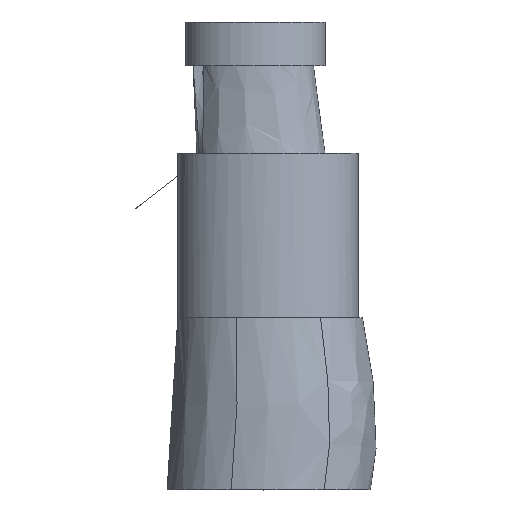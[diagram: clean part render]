
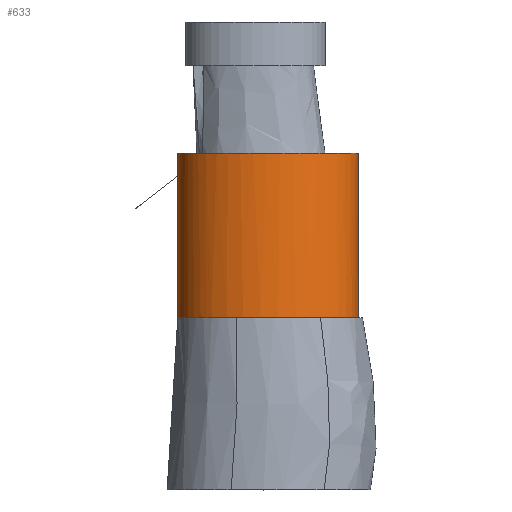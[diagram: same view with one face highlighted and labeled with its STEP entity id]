
A CAD part, top view. The second image highlights one B-rep face of the part: STEP entity #633.
In plain terms, the highlighted free-form (B-spline) face has degree [3, 1] with [19, 2] control points.
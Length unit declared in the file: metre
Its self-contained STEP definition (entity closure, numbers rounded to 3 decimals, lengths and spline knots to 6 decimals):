
#20=ELLIPSE('',#685,0.05268,0.038152);
#21=ELLIPSE('',#687,0.05268,0.038152);
#22=ELLIPSE('',#689,0.05268,0.038152);
#23=ELLIPSE('',#690,0.05268,0.038152);
#232=ORIENTED_EDGE('',*,*,#343,.F.);
#233=ORIENTED_EDGE('',*,*,#344,.T.);
#234=ORIENTED_EDGE('',*,*,#341,.T.);
#235=ORIENTED_EDGE('',*,*,#342,.T.);
#341=EDGE_CURVE('',#399,#380,#20,.T.);
#342=EDGE_CURVE('',#380,#379,#21,.T.);
#343=EDGE_CURVE('',#404,#404,#22,.T.);
#344=EDGE_CURVE('',#379,#399,#23,.T.);
#379=VERTEX_POINT('',#1869);
#380=VERTEX_POINT('',#1878);
#399=VERTEX_POINT('',#2379);
#404=VERTEX_POINT('',#2516);
#512=EDGE_LOOP('',(#232));
#513=EDGE_LOOP('',(#233,#234,#235));
#561=FACE_BOUND('',#512,.T.);
#562=FACE_BOUND('',#513,.T.);
#595=B_SPLINE_SURFACE_WITH_KNOTS('',3,1,((#2517,#2518),(#2519,#2520),(#2521,
#2522),(#2523,#2524),(#2525,#2526),(#2527,#2528),(#2529,#2530),(#2531,#2532),
(#2533,#2534),(#2535,#2536),(#2537,#2538),(#2539,#2540),(#2541,#2542),(#2543,
#2544),(#2545,#2546),(#2547,#2548),(#2549,#2550),(#2551,#2552),(#2553,#2554)),
 .SURF_OF_LINEAR_EXTRUSION.,.T.,.F.,.F.,(1,1,1,1,1,1,1,1,1,1,1,1,1,1,1,
1,1,1,1,1,1,1,1),(2,2),(-1.178097,-0.785398,-0.392699,
0.,0.392699,0.785398,1.178097,
1.570796,1.963495,2.356194,2.748894,3.141593,
3.534292,3.926991,4.31969,4.712389,5.105088,
5.497787,5.890486,6.283185,6.675884,7.068583,
7.461283),(0.,1.),.UNSPECIFIED.);
#633=ADVANCED_FACE('',(#561,#562),#595,.F.);
#685=AXIS2_PLACEMENT_3D('',#2511,#737,#738);
#687=AXIS2_PLACEMENT_3D('',#2513,#741,#742);
#689=AXIS2_PLACEMENT_3D('',#2515,#745,#746);
#690=AXIS2_PLACEMENT_3D('',#2555,#747,#748);
#737=DIRECTION('',(0.,1.,0.));
#738=DIRECTION('',(-1.,0.,0.));
#741=DIRECTION('',(0.,1.,0.));
#742=DIRECTION('',(-1.,0.,0.));
#745=DIRECTION('',(0.,1.,0.));
#746=DIRECTION('',(-1.,0.,0.));
#747=DIRECTION('',(0.,1.,0.));
#748=DIRECTION('',(-1.,0.,0.));
#1869=CARTESIAN_POINT('',(-0.037502,0.126748,0.051591));
#1878=CARTESIAN_POINT('',(-0.017708,0.126748,0.021786));
#2379=CARTESIAN_POINT('',(-0.017708,0.126748,0.081396));
#2511=CARTESIAN_POINT('',(0.015178,0.126748,0.051591));
#2513=CARTESIAN_POINT('',(0.015178,0.126748,0.051591));
#2515=CARTESIAN_POINT('',(0.015178,0.22276,0.051591));
#2516=CARTESIAN_POINT('',(-0.037502,0.22276,0.051591));
#2517=CARTESIAN_POINT('',(-0.034759,0.22276,0.036611));
#2518=CARTESIAN_POINT('',(-0.034759,0.126748,0.036611));
#2519=CARTESIAN_POINT('',(-0.038874,0.22276,0.051591));
#2520=CARTESIAN_POINT('',(-0.038874,0.126748,0.051591));
#2521=CARTESIAN_POINT('',(-0.034759,0.22276,0.066571));
#2522=CARTESIAN_POINT('',(-0.034759,0.126748,0.066571));
#2523=CARTESIAN_POINT('',(-0.023042,0.22276,0.079271));
#2524=CARTESIAN_POINT('',(-0.023042,0.126748,0.079271));
#2525=CARTESIAN_POINT('',(-0.005507,0.22276,0.087757));
#2526=CARTESIAN_POINT('',(-0.005507,0.126748,0.087757));
#2527=CARTESIAN_POINT('',(0.015178,0.22276,0.090736));
#2528=CARTESIAN_POINT('',(0.015178,0.126748,0.090736));
#2529=CARTESIAN_POINT('',(0.035862,0.22276,0.087757));
#2530=CARTESIAN_POINT('',(0.035862,0.126748,0.087757));
#2531=CARTESIAN_POINT('',(0.053398,0.22276,0.079271));
#2532=CARTESIAN_POINT('',(0.053398,0.126748,0.079271));
#2533=CARTESIAN_POINT('',(0.065114,0.22276,0.066571));
#2534=CARTESIAN_POINT('',(0.065114,0.126748,0.066571));
#2535=CARTESIAN_POINT('',(0.069229,0.22276,0.051591));
#2536=CARTESIAN_POINT('',(0.069229,0.126748,0.051591));
#2537=CARTESIAN_POINT('',(0.065114,0.22276,0.036611));
#2538=CARTESIAN_POINT('',(0.065114,0.126748,0.036611));
#2539=CARTESIAN_POINT('',(0.053398,0.22276,0.023911));
#2540=CARTESIAN_POINT('',(0.053398,0.126748,0.023911));
#2541=CARTESIAN_POINT('',(0.035862,0.22276,0.015426));
#2542=CARTESIAN_POINT('',(0.035862,0.126748,0.015426));
#2543=CARTESIAN_POINT('',(0.015178,0.22276,0.012446));
#2544=CARTESIAN_POINT('',(0.015178,0.126748,0.012446));
#2545=CARTESIAN_POINT('',(-0.005507,0.22276,0.015426));
#2546=CARTESIAN_POINT('',(-0.005507,0.126748,0.015426));
#2547=CARTESIAN_POINT('',(-0.023042,0.22276,0.023911));
#2548=CARTESIAN_POINT('',(-0.023042,0.126748,0.023911));
#2549=CARTESIAN_POINT('',(-0.034759,0.22276,0.036611));
#2550=CARTESIAN_POINT('',(-0.034759,0.126748,0.036611));
#2551=CARTESIAN_POINT('',(-0.038874,0.22276,0.051591));
#2552=CARTESIAN_POINT('',(-0.038874,0.126748,0.051591));
#2553=CARTESIAN_POINT('',(-0.034759,0.22276,0.066571));
#2554=CARTESIAN_POINT('',(-0.034759,0.126748,0.066571));
#2555=CARTESIAN_POINT('',(0.015178,0.126748,0.051591));
